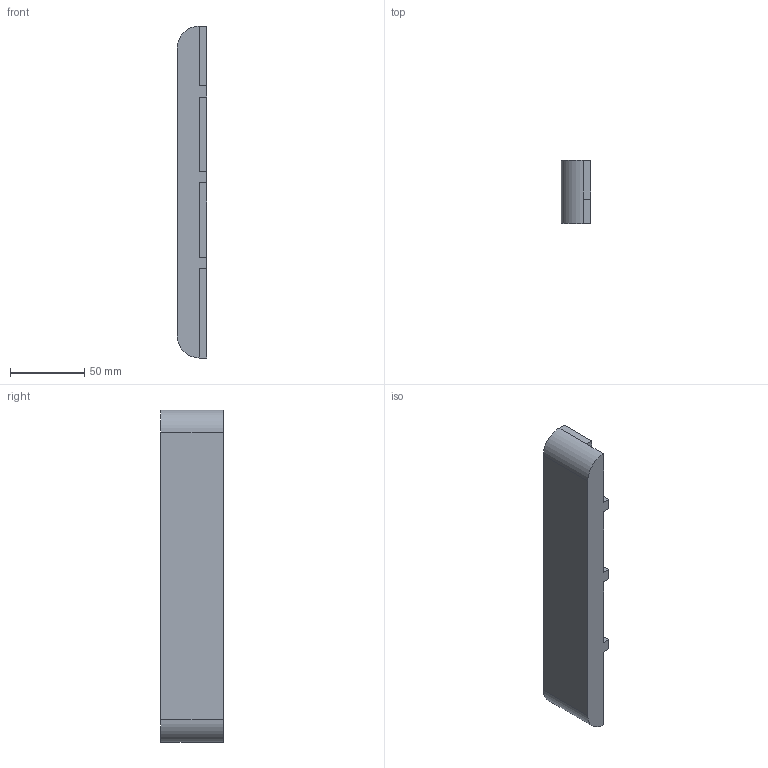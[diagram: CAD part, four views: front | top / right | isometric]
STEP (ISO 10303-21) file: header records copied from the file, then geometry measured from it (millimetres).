
FILE_DESCRIPTION(('FreeCAD Model'),'2;1');
FILE_NAME('Open CASCADE Shape Model','2025-02-16T14:49:47',(''),(''), 'Open CASCADE STEP processor 7.8','FreeCAD','Unknown');
FILE_SCHEMA(('AUTOMOTIVE_DESIGN { 1 0 10303 214 1 1 1 1 }'));
Length unit declared in the file: millimetre
Products named in the file (2): Main-Frame; OuterFrame
Assembly tree (1 placements, depth 2):
  Main-Frame
    OuterFrame
Bounding box: 20 x 42.5 x 224 mm (x, y, z)
Volume: 169751.4 mm3; surface area: 29656.9 mm2
Topology: 1 solids, 1 shells, 38 faces, 98 edges, 62 vertices
Faces by surface type: plane 20, cylinder 10, cone 8
Full cylindrical faces by diameter (mm): 2.9 x8
Entity records: 1142 total; most frequent: CARTESIAN_POINT 192, DIRECTION 190, ORIENTED_EDGE 180, EDGE_CURVE 90, LINE 70, VECTOR 70, VERTEX_POINT 62, AXIS2_PLACEMENT_3D 60
